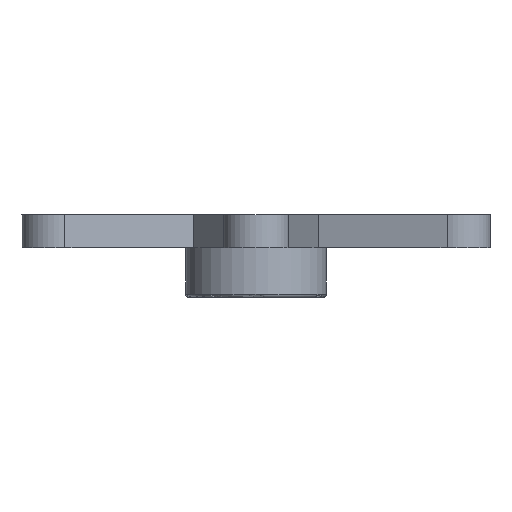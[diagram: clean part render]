
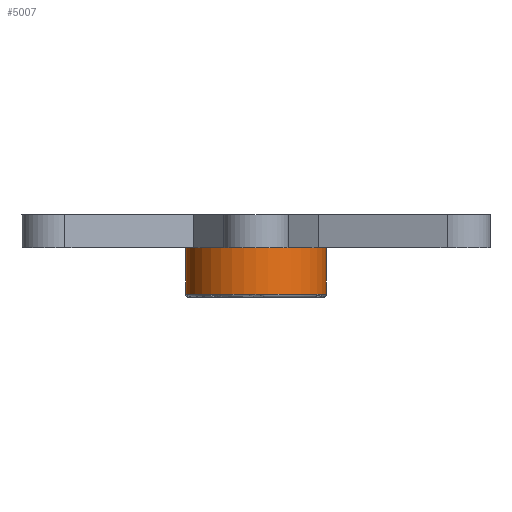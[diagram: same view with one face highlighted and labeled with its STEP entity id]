
A CAD part, front view. The second image highlights one B-rep face of the part: STEP entity #5007.
In plain terms, the highlighted cylindrical face has radius 4.25 mm (diameter 8.5 mm), a partial arc.
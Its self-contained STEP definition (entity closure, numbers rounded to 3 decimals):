
#4827=CARTESIAN_POINT('Vertex',(-4.25,0.,0.2)) ;
#4834=CARTESIAN_POINT('Vertex',(4.25,0.,0.2)) ;
#4837=CARTESIAN_POINT('Axis2P3D Location',(0.,0.,0.2)) ;
#4899=CARTESIAN_POINT('Vertex',(-4.25,0.,3.)) ;
#4901=CARTESIAN_POINT('Vertex',(4.25,0.,3.)) ;
#4904=CARTESIAN_POINT('Axis2P3D Location',(0.,0.,3.)) ;
#4986=CARTESIAN_POINT('Axis2P3D Location',(0.,0.,5.)) ;
#4991=CARTESIAN_POINT('Line Origine',(4.25,0.,5.)) ;
#4996=CARTESIAN_POINT('Line Origine',(-4.25,0.,5.)) ;
#4838=DIRECTION('Axis2P3D Direction',(0.,0.,1.)) ;
#4905=DIRECTION('Axis2P3D Direction',(0.,0.,-1.)) ;
#4987=DIRECTION('Axis2P3D Direction',(-0.,0.,-1.)) ;
#4988=DIRECTION('Axis2P3D XDirection',(1.,0.,-0.)) ;
#4992=DIRECTION('Vector Direction',(0.,0.,-1.)) ;
#4997=DIRECTION('Vector Direction',(0.,0.,-1.)) ;
#4839=AXIS2_PLACEMENT_3D('Circle Axis2P3D',#4837,#4838,$) ;
#4906=AXIS2_PLACEMENT_3D('Circle Axis2P3D',#4904,#4905,$) ;
#4989=AXIS2_PLACEMENT_3D('Cylinder Axis2P3D',#4986,#4987,#4988) ;
#5002=ORIENTED_EDGE('',*,*,#4995,.F.) ;
#5003=ORIENTED_EDGE('',*,*,#4908,.T.) ;
#5004=ORIENTED_EDGE('',*,*,#5000,.T.) ;
#5005=ORIENTED_EDGE('',*,*,#4841,.T.) ;
#4993=VECTOR('Line Direction',#4992,1.) ;
#4998=VECTOR('Line Direction',#4997,1.) ;
#5007=ADVANCED_FACE('Cong\X2\00E9\X0\2',(#5006),#4990,.T.) ;
#4840=CIRCLE('generated circle',#4839,4.25) ;
#4907=CIRCLE('generated circle',#4906,4.25) ;
#4990=CYLINDRICAL_SURFACE('generated cylinder',#4989,4.25) ;
#4841=EDGE_CURVE('',#4828,#4835,#4840,.T.) ;
#4908=EDGE_CURVE('',#4902,#4900,#4907,.T.) ;
#4995=EDGE_CURVE('',#4902,#4835,#4994,.T.) ;
#5000=EDGE_CURVE('',#4900,#4828,#4999,.T.) ;
#5001=EDGE_LOOP('',(#5002,#5003,#5004,#5005)) ;
#5006=FACE_OUTER_BOUND('',#5001,.T.) ;
#4994=LINE('Line',#4991,#4993) ;
#4999=LINE('Line',#4996,#4998) ;
#4828=VERTEX_POINT('',#4827) ;
#4835=VERTEX_POINT('',#4834) ;
#4900=VERTEX_POINT('',#4899) ;
#4902=VERTEX_POINT('',#4901) ;
